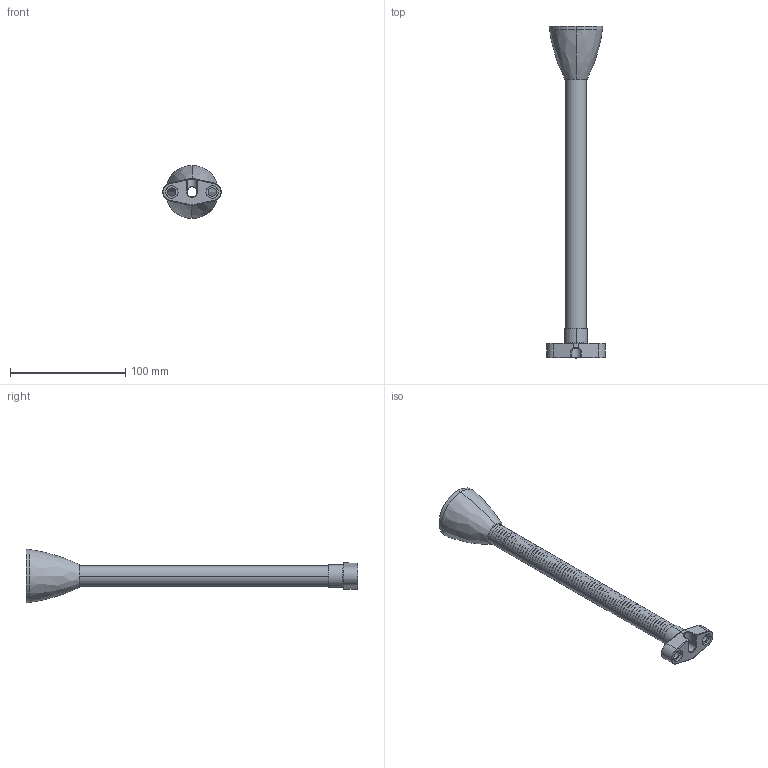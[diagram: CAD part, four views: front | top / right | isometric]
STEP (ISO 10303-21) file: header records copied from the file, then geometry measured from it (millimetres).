
FILE_DESCRIPTION((''),'2;1');
FILE_NAME('193237_ASM','2016-02-15T',('pdmadmin'),(''),'PRO/ENGINEER BY PARAMETRIC TECHNOLOGY CORPORATION, 2013230','PRO/ENGINEER BY PARAMETRIC TECHNOLOGY CORPORATION, 2013230','');
FILE_SCHEMA(('CONFIG_CONTROL_DESIGN'));
Length unit declared in the file: inch
Products named in the file (6): 800176_BASE; 800176_FLEXARM; 85775_5_8_27; 800176_VINYL_CLAD; 165545; 193237_ASM
Assembly tree (5 placements, depth 2):
  193237_ASM
    800176_BASE
    800176_FLEXARM
    85775_5_8_27
    800176_VINYL_CLAD
    165545
Bounding box: 50.83 x 287.63 x 46 mm (x, y, z)
Volume: 45088.5 mm3; surface area: 71638.4 mm2
Topology: 5 solids, 5 shells, 321 faces, 807 edges, 504 vertices
Faces by surface type: bspline 156, cylinder 110, plane 29, torus 14, cone 10, sphere 2
Entity records: 49647 total; most frequent: CARTESIAN_POINT 42888, ORIENTED_EDGE 1614, DIRECTION 946, EDGE_CURVE 807, VERTEX_POINT 504, B_SPLINE_CURVE_WITH_KNOTS 362, EDGE_LOOP 343, AXIS2_PLACEMENT_3D 325
